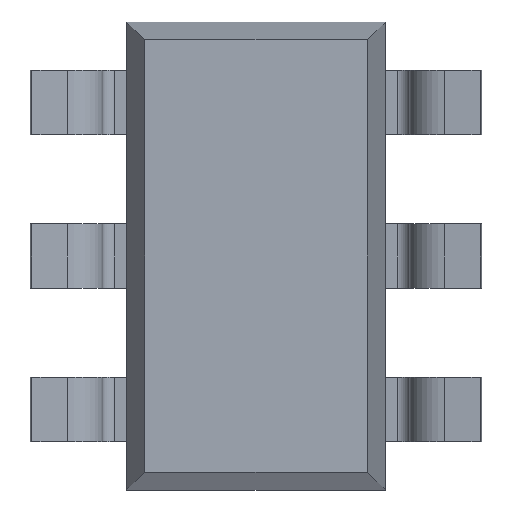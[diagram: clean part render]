
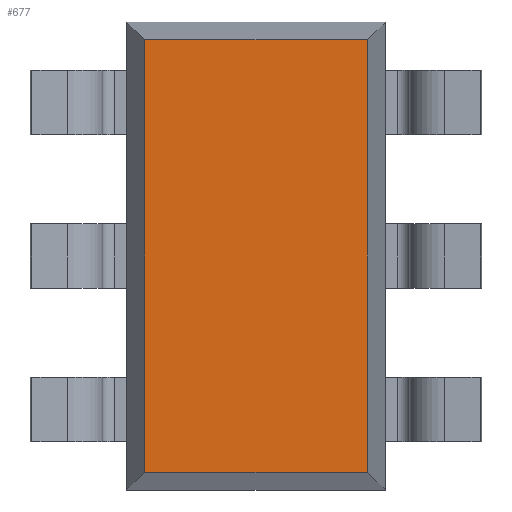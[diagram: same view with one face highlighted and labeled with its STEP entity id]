
A CAD part, front view. The second image highlights one B-rep face of the part: STEP entity #677.
In plain terms, the highlighted planar face has unit normal (0, -1, 0).
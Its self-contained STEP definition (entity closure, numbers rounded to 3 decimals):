
#122 = LINE ( 'NONE', #1610, #2346 ) ;
#214 = LINE ( 'NONE', #2151, #874 ) ;
#297 = VECTOR ( 'NONE', #2950, 1000. ) ;
#367 = ORIENTED_EDGE ( 'NONE', *, *, #3479, .T. ) ;
#386 = ORIENTED_EDGE ( 'NONE', *, *, #938, .T. ) ;
#425 = LINE ( 'NONE', #2140, #297 ) ;
#671 = EDGE_LOOP ( 'NONE', ( #1187, #367, #3270, #386 ) ) ;
#677 = ADVANCED_FACE ( 'NONE', ( #3332 ), #3143, .T. ) ;
#857 = DIRECTION ( 'NONE',  ( 0., -1., 0. ) ) ;
#874 = VECTOR ( 'NONE', #1906, 1000. ) ;
#924 = CARTESIAN_POINT ( 'NONE',  ( -0.689, 0.1, 1.339 ) ) ;
#938 = EDGE_CURVE ( 'NONE', #1028, #2453, #2564, .T. ) ;
#1028 = VERTEX_POINT ( 'NONE', #2675 ) ;
#1080 = VECTOR ( 'NONE', #1293, 1000. ) ;
#1187 = ORIENTED_EDGE ( 'NONE', *, *, #3600, .T. ) ;
#1293 = DIRECTION ( 'NONE',  ( 1., 0., 0. ) ) ;
#1610 = CARTESIAN_POINT ( 'NONE',  ( -0.689, 0.1, 1.45 ) ) ;
#1709 = VERTEX_POINT ( 'NONE', #1899 ) ;
#1779 = AXIS2_PLACEMENT_3D ( 'NONE', #1969, #857, #2050 ) ;
#1899 = CARTESIAN_POINT ( 'NONE',  ( 0.689, 0.1, 1.339 ) ) ;
#1906 = DIRECTION ( 'NONE',  ( 0., 0., 1. ) ) ;
#1969 = CARTESIAN_POINT ( 'NONE',  ( 0., 0.1, 0. ) ) ;
#2050 = DIRECTION ( 'NONE',  ( 0., 0., -1. ) ) ;
#2140 = CARTESIAN_POINT ( 'NONE',  ( -0.8, 0.1, 1.339 ) ) ;
#2151 = CARTESIAN_POINT ( 'NONE',  ( 0.689, 0.1, 1.45 ) ) ;
#2346 = VECTOR ( 'NONE', #2425, 1000. ) ;
#2425 = DIRECTION ( 'NONE',  ( 0., 0., -1. ) ) ;
#2453 = VERTEX_POINT ( 'NONE', #2809 ) ;
#2564 = LINE ( 'NONE', #3542, #1080 ) ;
#2675 = CARTESIAN_POINT ( 'NONE',  ( -0.689, 0.1, -1.339 ) ) ;
#2713 = VERTEX_POINT ( 'NONE', #924 ) ;
#2809 = CARTESIAN_POINT ( 'NONE',  ( 0.689, 0.1, -1.339 ) ) ;
#2950 = DIRECTION ( 'NONE',  ( -1., 0., 0. ) ) ;
#3143 = PLANE ( 'NONE',  #1779 ) ;
#3270 = ORIENTED_EDGE ( 'NONE', *, *, #3606, .T. ) ;
#3332 = FACE_OUTER_BOUND ( 'NONE', #671, .T. ) ;
#3479 = EDGE_CURVE ( 'NONE', #1709, #2713, #425, .T. ) ;
#3542 = CARTESIAN_POINT ( 'NONE',  ( -0.8, 0.1, -1.339 ) ) ;
#3600 = EDGE_CURVE ( 'NONE', #2453, #1709, #214, .T. ) ;
#3606 = EDGE_CURVE ( 'NONE', #2713, #1028, #122, .T. ) ;
